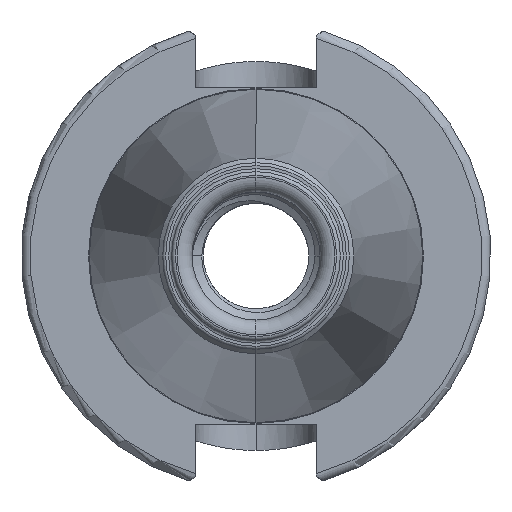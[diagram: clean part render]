
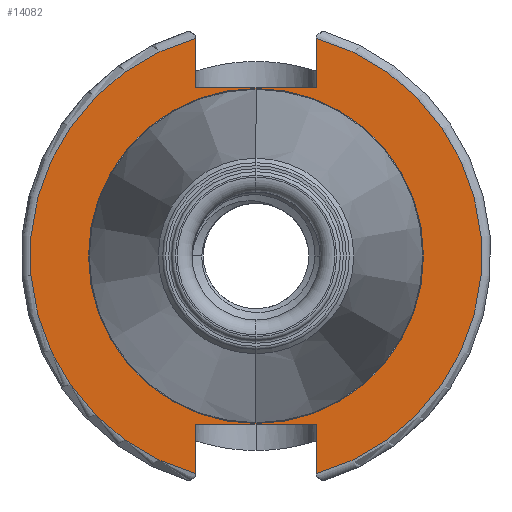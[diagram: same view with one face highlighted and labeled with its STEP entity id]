
A CAD part, left-side view. The second image highlights one B-rep face of the part: STEP entity #14082.
In plain terms, the highlighted planar face has unit normal (-1, 0, 0).
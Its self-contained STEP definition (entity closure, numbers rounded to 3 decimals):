
#46 = VERTEX_POINT ( 'NONE', #3948 ) ;
#49 = VERTEX_POINT ( 'NONE', #3952 ) ;
#57 = VERTEX_POINT ( 'NONE', #3951 ) ;
#67 = VERTEX_POINT ( 'NONE', #4003 ) ;
#75 = VERTEX_POINT ( 'NONE', #3959 ) ;
#86 = VERTEX_POINT ( 'NONE', #3998 ) ;
#94 = VERTEX_POINT ( 'NONE', #3997 ) ;
#96 = VERTEX_POINT ( 'NONE', #3980 ) ;
#226 = EDGE_LOOP ( 'NONE', ( #20945, #20990 ) ) ;
#349 = EDGE_LOOP ( 'NONE', ( #21231, #21246, #21238, #20936, #20946, #20957, #20937, #20964 ) ) ;
#2109 = CARTESIAN_POINT ( 'NONE',  ( -5., 0., 0. ) ) ;
#2134 = DIRECTION ( 'NONE',  ( -1., 0., 0. ) ) ;
#2139 = DIRECTION ( 'NONE',  ( 0., 0., 1. ) ) ;
#3948 = CARTESIAN_POINT ( 'NONE',  ( -5., 8.075, 22.5 ) ) ;
#3951 = CARTESIAN_POINT ( 'NONE',  ( -5., -8.075, -29.1 ) ) ;
#3952 = CARTESIAN_POINT ( 'NONE',  ( -5., -8.075, 22.5 ) ) ;
#3959 = CARTESIAN_POINT ( 'NONE',  ( -5., 8.075, -29.1 ) ) ;
#3980 = CARTESIAN_POINT ( 'NONE',  ( -5., -8.075, 29.1 ) ) ;
#3997 = CARTESIAN_POINT ( 'NONE',  ( -5., 8.075, -22.5 ) ) ;
#3998 = CARTESIAN_POINT ( 'NONE',  ( -5., -8.075, -22.5 ) ) ;
#4003 = CARTESIAN_POINT ( 'NONE',  ( -5., 8.075, 29.1 ) ) ;
#4118 = DIRECTION ( 'NONE',  ( 0., 0., -1. ) ) ;
#4127 = CARTESIAN_POINT ( 'NONE',  ( -5., 8.075, 31.4 ) ) ;
#4149 = DIRECTION ( 'NONE',  ( 0., 0., -1. ) ) ;
#4158 = CARTESIAN_POINT ( 'NONE',  ( -5., -8.075, 31.4 ) ) ;
#4183 = CARTESIAN_POINT ( 'NONE',  ( -5., -8.075, -22.5 ) ) ;
#4208 = DIRECTION ( 'NONE',  ( 0., -1., 0. ) ) ;
#4228 = CARTESIAN_POINT ( 'NONE',  ( -5., 8.075, -31.4 ) ) ;
#4248 = DIRECTION ( 'NONE',  ( 0., 0., 1. ) ) ;
#4312 = CARTESIAN_POINT ( 'NONE',  ( -5., 0., 0. ) ) ;
#4315 = DIRECTION ( 'NONE',  ( -1., 0., 0. ) ) ;
#4323 = DIRECTION ( 'NONE',  ( 0., 0., 1. ) ) ;
#7974 = FACE_BOUND ( 'NONE', #226, .T. ) ;
#7983 = FACE_OUTER_BOUND ( 'NONE', #349, .T. ) ;
#8298 = LINE ( 'NONE', #10423, #8312 ) ;
#8299 = CIRCLE ( 'NONE', #8534, 22.398 ) ;
#8312 = VECTOR ( 'NONE', #10403, 1000. ) ;
#8330 = VECTOR ( 'NONE', #10227, 1000. ) ;
#8332 = LINE ( 'NONE', #10266, #8330 ) ;
#8521 = CIRCLE ( 'NONE', #8864, 30.2 ) ;
#8534 = AXIS2_PLACEMENT_3D ( 'NONE', #10455, #10451, #10465 ) ;
#8670 = AXIS2_PLACEMENT_3D ( 'NONE', #16450, #16421, #16448 ) ;
#8811 = AXIS2_PLACEMENT_3D ( 'NONE', #2109, #2134, #2139 ) ;
#8864 = AXIS2_PLACEMENT_3D ( 'NONE', #10951, #11000, #10967 ) ;
#9544 = AXIS2_PLACEMENT_3D ( 'NONE', #4312, #4315, #4323 ) ;
#9621 = EDGE_CURVE ( 'NONE', #67, #46, #18780, .T. ) ;
#9625 = EDGE_CURVE ( 'NONE', #96, #49, #18696, .T. ) ;
#9642 = EDGE_CURVE ( 'NONE', #94, #86, #18828, .T. ) ;
#9650 = EDGE_CURVE ( 'NONE', #75, #94, #18861, .T. ) ;
#9659 = EDGE_CURVE ( 'NONE', #57, #96, #18884, .T. ) ;
#9861 = EDGE_CURVE ( 'NONE', #21086, #21101, #20510, .T. ) ;
#10227 = DIRECTION ( 'NONE',  ( 0., 0., 1. ) ) ;
#10266 = CARTESIAN_POINT ( 'NONE',  ( -5., -8.075, -31.4 ) ) ;
#10403 = DIRECTION ( 'NONE',  ( 0., -1., 0. ) ) ;
#10423 = CARTESIAN_POINT ( 'NONE',  ( -5., -8.075, 22.5 ) ) ;
#10451 = DIRECTION ( 'NONE',  ( -1., 0., 0. ) ) ;
#10455 = CARTESIAN_POINT ( 'NONE',  ( -5., 0., 0. ) ) ;
#10465 = DIRECTION ( 'NONE',  ( 0., 0., 1. ) ) ;
#10951 = CARTESIAN_POINT ( 'NONE',  ( -5., 0., 0. ) ) ;
#10967 = DIRECTION ( 'NONE',  ( 0., 0., 1. ) ) ;
#11000 = DIRECTION ( 'NONE',  ( -1., 0., 0. ) ) ;
#13111 = EDGE_CURVE ( 'NONE', #67, #75, #8521, .T. ) ;
#13166 = EDGE_CURVE ( 'NONE', #57, #86, #8332, .T. ) ;
#13189 = EDGE_CURVE ( 'NONE', #46, #49, #8298, .T. ) ;
#13194 = EDGE_CURVE ( 'NONE', #21101, #21086, #8299, .T. ) ;
#14082 = ADVANCED_FACE ( 'NONE', ( #7983, #7974 ), #16423, .F. ) ;
#15514 = CARTESIAN_POINT ( 'NONE',  ( -5., 0., -22.398 ) ) ;
#15567 = CARTESIAN_POINT ( 'NONE',  ( -5., 0., 22.398 ) ) ;
#16421 = DIRECTION ( 'NONE',  ( 1., 0., 0. ) ) ;
#16423 = PLANE ( 'NONE',  #8670 ) ;
#16448 = DIRECTION ( 'NONE',  ( 0., 0., -1. ) ) ;
#16450 = CARTESIAN_POINT ( 'NONE',  ( -5., 22.398, 0. ) ) ;
#18696 = LINE ( 'NONE', #4158, #18785 ) ;
#18755 = VECTOR ( 'NONE', #4118, 1000. ) ;
#18780 = LINE ( 'NONE', #4127, #18755 ) ;
#18785 = VECTOR ( 'NONE', #4149, 1000. ) ;
#18795 = VECTOR ( 'NONE', #4248, 1000. ) ;
#18828 = LINE ( 'NONE', #4183, #18858 ) ;
#18858 = VECTOR ( 'NONE', #4208, 1000. ) ;
#18861 = LINE ( 'NONE', #4228, #18795 ) ;
#18884 = CIRCLE ( 'NONE', #9544, 30.2 ) ;
#20510 = CIRCLE ( 'NONE', #8811, 22.398 ) ;
#20936 = ORIENTED_EDGE ( 'NONE', *, *, #13166, .F. ) ;
#20937 = ORIENTED_EDGE ( 'NONE', *, *, #13189, .F. ) ;
#20945 = ORIENTED_EDGE ( 'NONE', *, *, #13194, .F. ) ;
#20946 = ORIENTED_EDGE ( 'NONE', *, *, #9659, .T. ) ;
#20957 = ORIENTED_EDGE ( 'NONE', *, *, #9625, .T. ) ;
#20964 = ORIENTED_EDGE ( 'NONE', *, *, #9621, .F. ) ;
#20990 = ORIENTED_EDGE ( 'NONE', *, *, #9861, .F. ) ;
#21086 = VERTEX_POINT ( 'NONE', #15514 ) ;
#21101 = VERTEX_POINT ( 'NONE', #15567 ) ;
#21231 = ORIENTED_EDGE ( 'NONE', *, *, #13111, .T. ) ;
#21238 = ORIENTED_EDGE ( 'NONE', *, *, #9642, .T. ) ;
#21246 = ORIENTED_EDGE ( 'NONE', *, *, #9650, .T. ) ;
